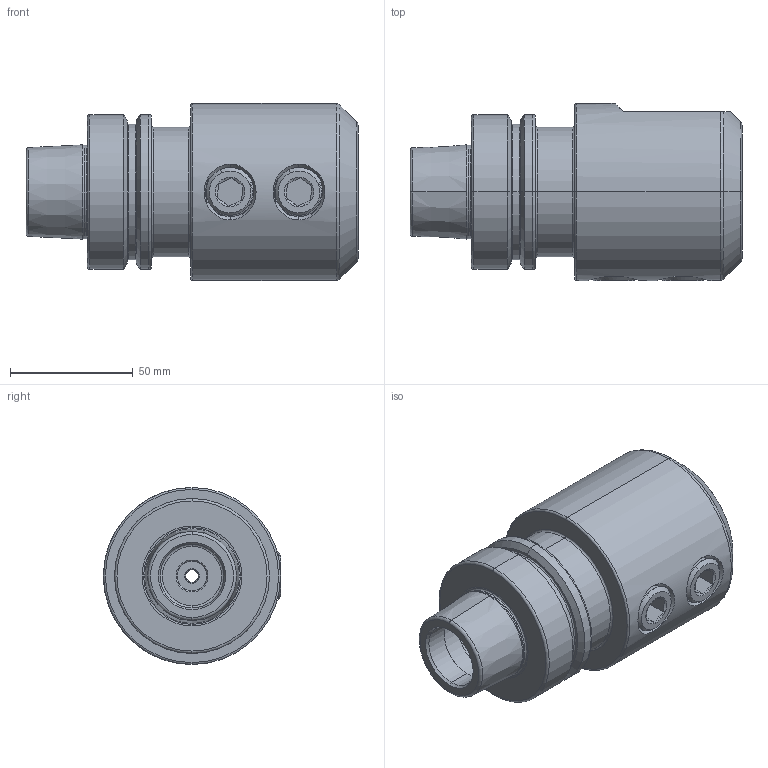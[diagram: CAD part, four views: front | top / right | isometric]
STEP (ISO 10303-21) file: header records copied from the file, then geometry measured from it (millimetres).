
FILE_DESCRIPTION (( 'STEP AP203' ), '1' );
FILE_NAME ('F63.04.32.STEP', '2017-12-26T01:12:50', ( '' ), ( '' ), 'SwSTEP 2.0', 'SolidWorks 2012', '' );
FILE_SCHEMA (( 'CONFIG_CONTROL_DESIGN' ));
Length unit declared in the file: millimetre
Products named in the file (3): F63.04.32; 側固32_M20x2_20L
Assembly tree (3 placements, depth 2):
  F63.04.32
    F63.04.32
    側固32_M20x2_20L  x2
Bounding box: 135 x 72 x 72 mm (x, y, z)
Volume: 325254.2 mm3; surface area: 54817.1 mm2
Topology: 3 solids, 3 shells, 245 faces, 622 edges, 392 vertices
Faces by surface type: cylinder 107, cone 38, bspline 34, torus 33, plane 33
Entity records: 25135 total; most frequent: CARTESIAN_POINT 20458, ORIENTED_EDGE 1032, DIRECTION 778, EDGE_CURVE 516, AXIS2_PLACEMENT_3D 327, VERTEX_POINT 325, EDGE_LOOP 223, ADVANCED_FACE 206
